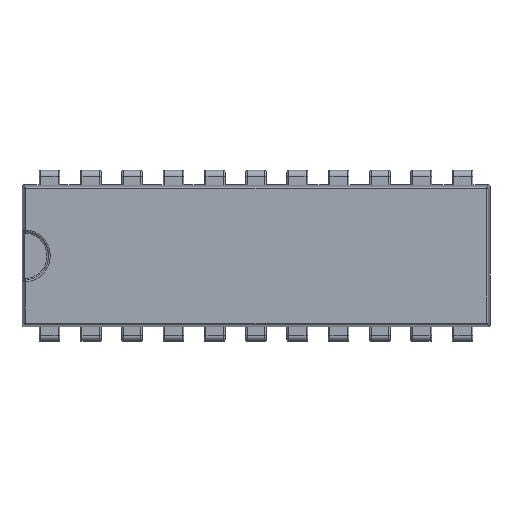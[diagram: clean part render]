
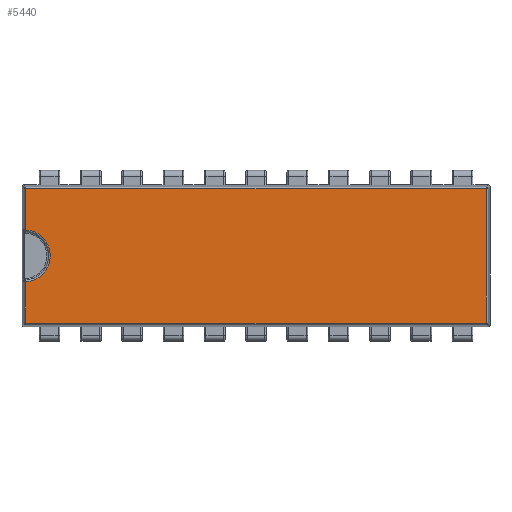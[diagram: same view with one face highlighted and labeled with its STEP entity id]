
A CAD part, top view. The second image highlights one B-rep face of the part: STEP entity #5440.
In plain terms, the highlighted planar face has unit normal (0, 0, 1).
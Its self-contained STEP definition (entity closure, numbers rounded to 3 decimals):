
#243=PLANE('',#5988);
#477=FACE_OUTER_BOUND('',#777,.T.);
#777=EDGE_LOOP('',(#4346,#4347,#4348,#4349,#4350,#4351));
#1378=LINE('',#9540,#1892);
#1379=LINE('',#9544,#1893);
#1380=LINE('',#9546,#1894);
#1381=LINE('',#9548,#1895);
#1382=LINE('',#9549,#1896);
#1892=VECTOR('',#7366,10.);
#1893=VECTOR('',#7371,10.);
#1894=VECTOR('',#7372,10.);
#1895=VECTOR('',#7373,10.);
#1896=VECTOR('',#7374,10.);
#2108=CIRCLE('',#5978,1.6);
#2605=VERTEX_POINT('',#9496);
#2606=VERTEX_POINT('',#9498);
#2612=VERTEX_POINT('',#9539);
#2613=VERTEX_POINT('',#9543);
#2614=VERTEX_POINT('',#9545);
#2615=VERTEX_POINT('',#9547);
#3292=EDGE_CURVE('',#2606,#2605,#2108,.T.);
#3302=EDGE_CURVE('',#2605,#2612,#1378,.T.);
#3304=EDGE_CURVE('',#2613,#2606,#1379,.T.);
#3305=EDGE_CURVE('',#2614,#2613,#1380,.T.);
#3306=EDGE_CURVE('',#2615,#2614,#1381,.T.);
#3307=EDGE_CURVE('',#2612,#2615,#1382,.T.);
#4346=ORIENTED_EDGE('',*,*,#3292,.F.);
#4347=ORIENTED_EDGE('',*,*,#3304,.F.);
#4348=ORIENTED_EDGE('',*,*,#3305,.F.);
#4349=ORIENTED_EDGE('',*,*,#3306,.F.);
#4350=ORIENTED_EDGE('',*,*,#3307,.F.);
#4351=ORIENTED_EDGE('',*,*,#3302,.F.);
#5440=ADVANCED_FACE('',(#477),#243,.T.);
#5978=AXIS2_PLACEMENT_3D('',#9500,#7343,#7344);
#5988=AXIS2_PLACEMENT_3D('',#9542,#7369,#7370);
#7343=DIRECTION('center_axis',(0.,0.,1.));
#7344=DIRECTION('ref_axis',(1.,0.,0.));
#7366=DIRECTION('',(0.,1.,0.));
#7369=DIRECTION('center_axis',(0.,0.,1.));
#7370=DIRECTION('ref_axis',(1.,0.,0.));
#7371=DIRECTION('',(0.,1.,0.));
#7372=DIRECTION('',(-1.,0.,0.));
#7373=DIRECTION('',(0.,-1.,0.));
#7374=DIRECTION('',(1.,0.,0.));
#9496=CARTESIAN_POINT('',(-0.772,6.957,3.85));
#9498=CARTESIAN_POINT('',(-0.772,3.763,3.85));
#9500=CARTESIAN_POINT('Origin',(-0.865,5.36,3.85));
#9539=CARTESIAN_POINT('',(-0.772,9.492,3.85));
#9540=CARTESIAN_POINT('',(-0.772,6.45,3.85));
#9542=CARTESIAN_POINT('Origin',(13.383,5.36,3.85));
#9543=CARTESIAN_POINT('',(-0.772,1.228,3.85));
#9544=CARTESIAN_POINT('',(-0.772,6.45,3.85));
#9545=CARTESIAN_POINT('',(27.537,1.228,3.85));
#9546=CARTESIAN_POINT('',(9.787,1.228,3.85));
#9547=CARTESIAN_POINT('',(27.537,9.492,3.85));
#9548=CARTESIAN_POINT('',(27.537,4.27,3.85));
#9549=CARTESIAN_POINT('',(16.978,9.492,3.85));
